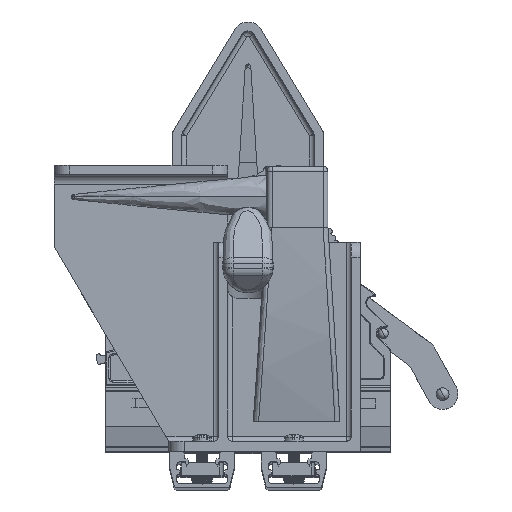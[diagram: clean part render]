
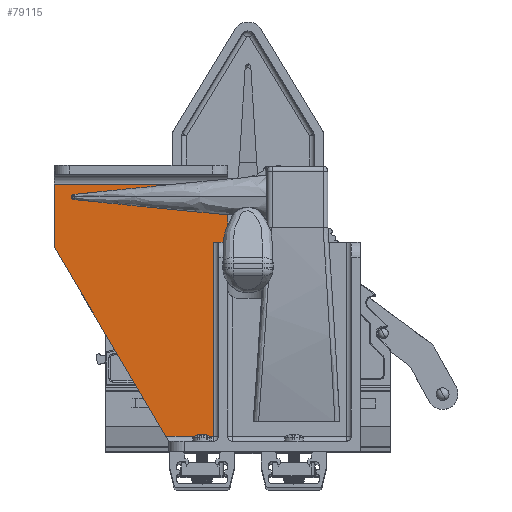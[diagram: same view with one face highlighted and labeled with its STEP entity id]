
A CAD part, top view. The second image highlights one B-rep face of the part: STEP entity #79115.
In plain terms, the highlighted planar face has unit normal (0, 0, 1).
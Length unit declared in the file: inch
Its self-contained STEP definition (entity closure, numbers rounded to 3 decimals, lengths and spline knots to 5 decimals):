
#945 = CARTESIAN_POINT ( 'NONE',  ( -0.90625, 6.53175, 0.45 ) ) ;
#2225 = CARTESIAN_POINT ( 'NONE',  ( -1.2495, 5.125, 0.45 ) ) ;
#2320 = CARTESIAN_POINT ( 'NONE',  ( -5.15625, 5.01, 0.45 ) ) ;
#2450 = LINE ( 'NONE', #30725, #16911 ) ;
#3310 = DIRECTION ( 'NONE',  ( -1., 0., 0. ) ) ;
#4720 = CARTESIAN_POINT ( 'NONE',  ( -5.15625, 5.01, 0.45 ) ) ;
#6373 = EDGE_CURVE ( 'NONE', #30982, #39750, #61385, .T. ) ;
#8500 = DIRECTION ( 'NONE',  ( 0.508, -0.861, 0. ) ) ;
#10140 = AXIS2_PLACEMENT_3D ( 'NONE', #79339, #61041, #24187 ) ;
#15349 = EDGE_LOOP ( 'NONE', ( #35332, #30986, #35882, #71277, #19871, #59275, #31723 ) ) ;
#15770 = DIRECTION ( 'NONE',  ( 0., -1., 0. ) ) ;
#16911 = VECTOR ( 'NONE', #67545, 39.37008 ) ;
#17637 = LINE ( 'NONE', #2320, #48405 ) ;
#19871 = ORIENTED_EDGE ( 'NONE', *, *, #40591, .T. ) ;
#24187 = DIRECTION ( 'NONE',  ( 1., 0., 0. ) ) ;
#24835 = DIRECTION ( 'NONE',  ( 0., 1., 0. ) ) ;
#27076 = CARTESIAN_POINT ( 'NONE',  ( -5.15625, 6.53175, 0.45 ) ) ;
#28460 = CARTESIAN_POINT ( 'NONE',  ( -1.1245, 5.125, 0.45 ) ) ;
#30725 = CARTESIAN_POINT ( 'NONE',  ( -2.34375, 0.37, 0.45 ) ) ;
#30982 = VERTEX_POINT ( 'NONE', #945 ) ;
#30986 = ORIENTED_EDGE ( 'NONE', *, *, #6373, .T. ) ;
#31723 = ORIENTED_EDGE ( 'NONE', *, *, #49692, .F. ) ;
#32446 = VERTEX_POINT ( 'NONE', #4720 ) ;
#34282 = VERTEX_POINT ( 'NONE', #50231 ) ;
#34643 = CARTESIAN_POINT ( 'NONE',  ( -0.90625, 3.75, 0.45 ) ) ;
#35332 = ORIENTED_EDGE ( 'NONE', *, *, #54935, .T. ) ;
#35354 = CARTESIAN_POINT ( 'NONE',  ( -1.2495, 0.37, 0.45 ) ) ;
#35882 = ORIENTED_EDGE ( 'NONE', *, *, #79816, .T. ) ;
#36327 = PLANE ( 'NONE',  #10140 ) ;
#39750 = VERTEX_POINT ( 'NONE', #27076 ) ;
#40158 = CARTESIAN_POINT ( 'NONE',  ( -2.34375, 6.53175, 0.45 ) ) ;
#40219 = CARTESIAN_POINT ( 'NONE',  ( -5.15625, 7., 0.45 ) ) ;
#40591 = EDGE_CURVE ( 'NONE', #34282, #50671, #2450, .T. ) ;
#41852 = VECTOR ( 'NONE', #77390, 39.37008 ) ;
#43553 = LINE ( 'NONE', #61700, #76289 ) ;
#43615 = VECTOR ( 'NONE', #15770, 39.37008 ) ;
#43996 = EDGE_CURVE ( 'NONE', #32446, #34282, #17637, .T. ) ;
#44553 = VERTEX_POINT ( 'NONE', #2225 ) ;
#45041 = VECTOR ( 'NONE', #3310, 39.37008 ) ;
#48405 = VECTOR ( 'NONE', #8500, 39.37008 ) ;
#49481 = FACE_OUTER_BOUND ( 'NONE', #15349, .T. ) ;
#49692 = EDGE_CURVE ( 'NONE', #57105, #44553, #58624, .T. ) ;
#50231 = CARTESIAN_POINT ( 'NONE',  ( -2.41753, 0.37, 0.45 ) ) ;
#50671 = VERTEX_POINT ( 'NONE', #35354 ) ;
#54935 = EDGE_CURVE ( 'NONE', #57105, #30982, #56254, .T. ) ;
#56254 = LINE ( 'NONE', #34643, #41852 ) ;
#56697 = VECTOR ( 'NONE', #59099, 39.37008 ) ;
#57105 = VERTEX_POINT ( 'NONE', #64204 ) ;
#58624 = LINE ( 'NONE', #28460, #56697 ) ;
#59099 = DIRECTION ( 'NONE',  ( -1., 0., 0. ) ) ;
#59275 = ORIENTED_EDGE ( 'NONE', *, *, #65499, .T. ) ;
#59981 = LINE ( 'NONE', #40219, #43615 ) ;
#61041 = DIRECTION ( 'NONE',  ( 0., 0., 1. ) ) ;
#61385 = LINE ( 'NONE', #40158, #45041 ) ;
#61700 = CARTESIAN_POINT ( 'NONE',  ( -1.2495, 7., 0.45 ) ) ;
#64204 = CARTESIAN_POINT ( 'NONE',  ( -0.90625, 5.125, 0.45 ) ) ;
#65499 = EDGE_CURVE ( 'NONE', #50671, #44553, #43553, .T. ) ;
#67545 = DIRECTION ( 'NONE',  ( 1., 0., 0. ) ) ;
#71277 = ORIENTED_EDGE ( 'NONE', *, *, #43996, .T. ) ;
#76289 = VECTOR ( 'NONE', #24835, 39.37008 ) ;
#77390 = DIRECTION ( 'NONE',  ( 0., 1., 0. ) ) ;
#79115 = ADVANCED_FACE ( 'NONE', ( #49481 ), #36327, .T. ) ;
#79339 = CARTESIAN_POINT ( 'NONE',  ( -2.34375, 7., 0.45 ) ) ;
#79816 = EDGE_CURVE ( 'NONE', #39750, #32446, #59981, .T. ) ;
